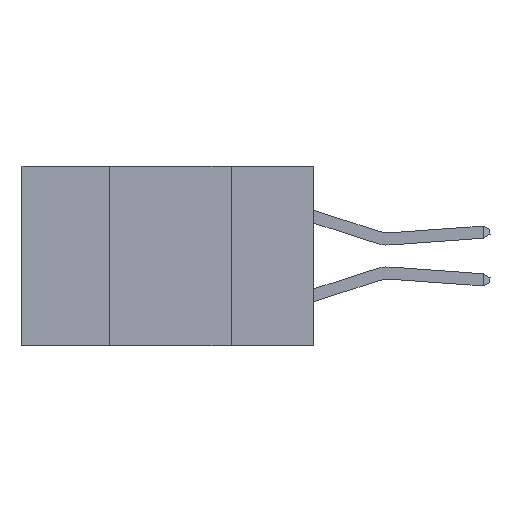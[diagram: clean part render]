
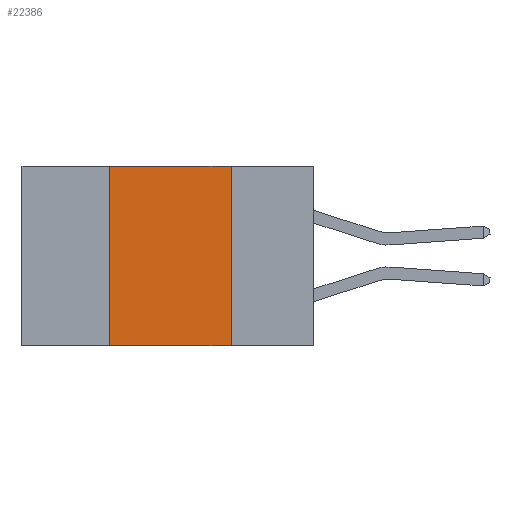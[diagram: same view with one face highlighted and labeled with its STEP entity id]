
A CAD part, left-side view. The second image highlights one B-rep face of the part: STEP entity #22386.
In plain terms, the highlighted planar face has unit normal (-1, 0, 0).
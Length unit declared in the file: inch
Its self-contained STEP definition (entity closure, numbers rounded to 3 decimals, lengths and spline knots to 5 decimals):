
#619 = VECTOR ( 'NONE', #18014, 39.37008 ) ;
#2311 = CARTESIAN_POINT ( 'NONE',  ( 0., 0.17, 0. ) ) ;
#2364 = EDGE_CURVE ( 'NONE', #33170, #29197, #8271, .T. ) ;
#2590 = ORIENTED_EDGE ( 'NONE', *, *, #2364, .F. ) ;
#3017 = FACE_OUTER_BOUND ( 'NONE', #30084, .T. ) ;
#3365 = DIRECTION ( 'NONE',  ( 0., 0., -1. ) ) ;
#6139 = VECTOR ( 'NONE', #22762, 39.37008 ) ;
#7172 = CARTESIAN_POINT ( 'NONE',  ( 0., 0.17, 0. ) ) ;
#7369 = CARTESIAN_POINT ( 'NONE',  ( 0., 0.42, -0.37 ) ) ;
#8271 = LINE ( 'NONE', #9320, #619 ) ;
#8447 = ORIENTED_EDGE ( 'NONE', *, *, #12470, .F. ) ;
#8746 = CARTESIAN_POINT ( 'NONE',  ( 0., 0.6, -0.37 ) ) ;
#8848 = LINE ( 'NONE', #2311, #30791 ) ;
#9320 = CARTESIAN_POINT ( 'NONE',  ( 0., 0.6, 0. ) ) ;
#10247 = VECTOR ( 'NONE', #28760, 39.37008 ) ;
#12470 = EDGE_CURVE ( 'NONE', #29197, #32290, #8848, .T. ) ;
#12522 = EDGE_CURVE ( 'NONE', #14197, #33170, #35615, .T. ) ;
#14197 = VERTEX_POINT ( 'NONE', #7369 ) ;
#14305 = LINE ( 'NONE', #8746, #10247 ) ;
#14797 = PLANE ( 'NONE',  #18793 ) ;
#16435 = EDGE_CURVE ( 'NONE', #14197, #32290, #14305, .T. ) ;
#18014 = DIRECTION ( 'NONE',  ( 0., -1., 0. ) ) ;
#18793 = AXIS2_PLACEMENT_3D ( 'NONE', #23294, #20560, #3365 ) ;
#20560 = DIRECTION ( 'NONE',  ( 1., 0., 0. ) ) ;
#22386 = ADVANCED_FACE ( 'NONE', ( #3017 ), #14797, .F. ) ;
#22762 = DIRECTION ( 'NONE',  ( 0., 0., 1. ) ) ;
#22975 = CARTESIAN_POINT ( 'NONE',  ( 0., 0.42, 0. ) ) ;
#23294 = CARTESIAN_POINT ( 'NONE',  ( 0., 0.6, 0. ) ) ;
#25243 = DIRECTION ( 'NONE',  ( 0., 0., -1. ) ) ;
#25447 = ORIENTED_EDGE ( 'NONE', *, *, #12522, .F. ) ;
#28760 = DIRECTION ( 'NONE',  ( 0., -1., 0. ) ) ;
#29197 = VERTEX_POINT ( 'NONE', #7172 ) ;
#30084 = EDGE_LOOP ( 'NONE', ( #8447, #2590, #25447, #34787 ) ) ;
#30124 = CARTESIAN_POINT ( 'NONE',  ( 0., 0.17, -0.37 ) ) ;
#30791 = VECTOR ( 'NONE', #25243, 39.37008 ) ;
#31250 = CARTESIAN_POINT ( 'NONE',  ( 0., 0.42, 0. ) ) ;
#32290 = VERTEX_POINT ( 'NONE', #30124 ) ;
#33170 = VERTEX_POINT ( 'NONE', #22975 ) ;
#34787 = ORIENTED_EDGE ( 'NONE', *, *, #16435, .T. ) ;
#35615 = LINE ( 'NONE', #31250, #6139 ) ;
